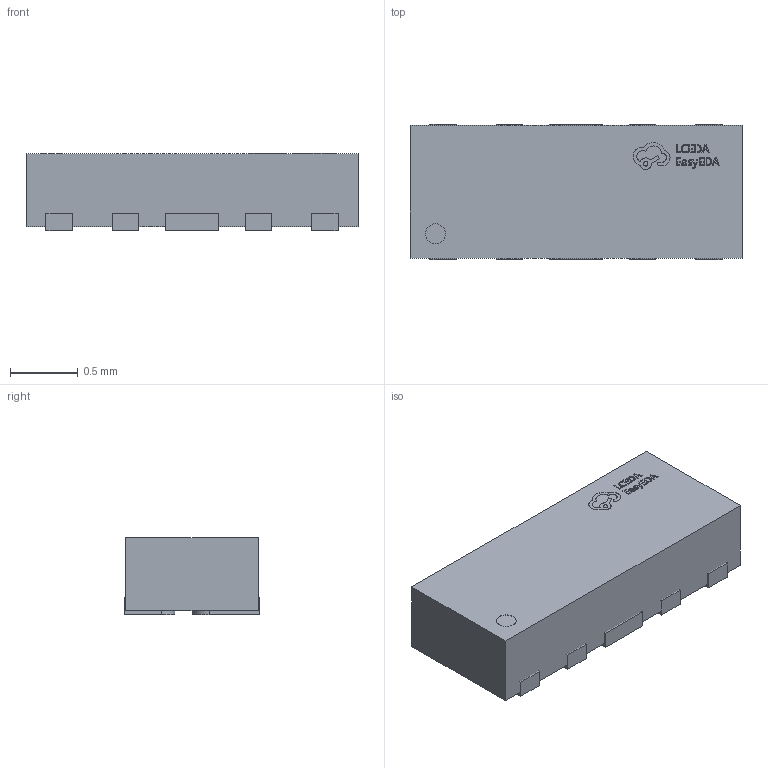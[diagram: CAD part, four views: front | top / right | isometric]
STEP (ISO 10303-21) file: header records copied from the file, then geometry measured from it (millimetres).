
FILE_DESCRIPTION(/* description */ ('','CAx-IF Rec.Pracs.---Representation and Presentation of Product Manufacturing Information (PMI)---4.0---2014-10-13'),/* implementation_level */ '2;1');
FILE_NAME(/* name */ '13lB-D21-SLP2510P8_L2.5-W1.0-P0.50-BL.step',/* time_stamp */ '2025-03-21T14:00:55+08:00',/* author */ (''),/* organization */ (''),/* preprocessor_version */ 'ST-DEVELOPER v20',/* originating_system */ 'Autodesk Translation Framework v13.20.0.188',/* authorisation */ '');
FILE_SCHEMA (('AP242_MANAGED_MODEL_BASED_3D_ENGINEERING_MIM_LF { 1 0 10303 442 1 1 4 }'));
Length unit declared in the file: millimetre
Products named in the file (2): 13lB-D21-SLP2510P8_L2.5-W1.0-P0.50-BL; COMPOUND
Assembly tree (1 placements, depth 2):
  13lB-D21-SLP2510P8_L2.5-W1.0-P0.50-BL
    COMPOUND
Bounding box: 2.45 x 1 x 0.57 mm (x, y, z)
Volume: 1.4 mm3; surface area: 11.8 mm2
Topology: 24 solids, 24 shells, 297 faces, 744 edges, 496 vertices
Faces by surface type: plane 190, bspline 98, cylinder 9
Full cylindrical faces by diameter (mm): 0.147 x1
Entity records: 9690 total; most frequent: CARTESIAN_POINT 2590, ORIENTED_EDGE 1488, DIRECTION 1134, EDGE_CURVE 744, LINE 530, VECTOR 530, VERTEX_POINT 496, STYLED_ITEM 319
